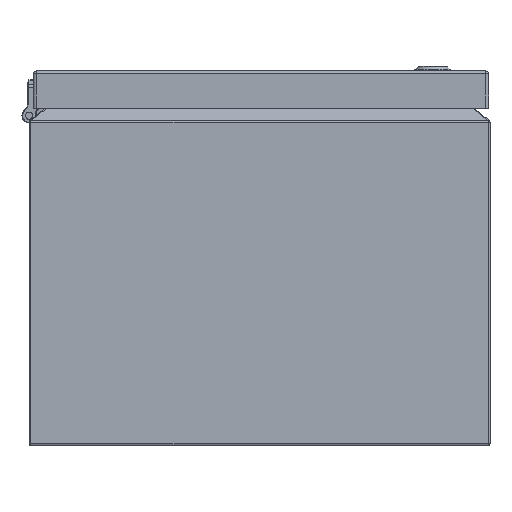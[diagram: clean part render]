
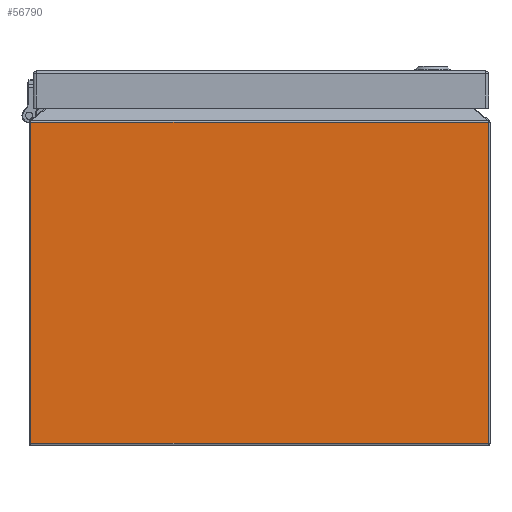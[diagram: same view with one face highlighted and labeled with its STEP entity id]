
A CAD part, front view. The second image highlights one B-rep face of the part: STEP entity #56790.
In plain terms, the highlighted planar face has unit normal (0, -1, 0).
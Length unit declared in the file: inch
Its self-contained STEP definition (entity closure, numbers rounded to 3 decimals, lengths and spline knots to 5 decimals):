
#3549 = LINE ( 'NONE', #23837, #33575 ) ;
#7077 = VECTOR ( 'NONE', #25089, 39.37008 ) ;
#8976 = CARTESIAN_POINT ( 'NONE',  ( 4.97, -6.06, 0.05 ) ) ;
#10521 = EDGE_CURVE ( 'NONE', #35974, #44851, #35098, .T. ) ;
#11513 = CARTESIAN_POINT ( 'NONE',  ( -5.03, -6.06, 7.08661 ) ) ;
#17991 = ORIENTED_EDGE ( 'NONE', *, *, #53079, .T. ) ;
#23408 = EDGE_CURVE ( 'NONE', #35974, #26616, #3549, .T. ) ;
#23837 = CARTESIAN_POINT ( 'NONE',  ( -5.03, -6.06, 7.06303 ) ) ;
#24014 = CARTESIAN_POINT ( 'NONE',  ( -5.03, -6.06, 0.05 ) ) ;
#25089 = DIRECTION ( 'NONE',  ( 0., 0., -1. ) ) ;
#26149 = DIRECTION ( 'NONE',  ( 0., 0., -1. ) ) ;
#26616 = VERTEX_POINT ( 'NONE', #31181 ) ;
#27642 = DIRECTION ( 'NONE',  ( 0., 1., 0. ) ) ;
#29402 = EDGE_LOOP ( 'NONE', ( #44282, #51556, #46463, #17991 ) ) ;
#31181 = CARTESIAN_POINT ( 'NONE',  ( -5.03, -6.06, 7.06303 ) ) ;
#31260 = CARTESIAN_POINT ( 'NONE',  ( 4.97, -6.06, 7.06303 ) ) ;
#33275 = CARTESIAN_POINT ( 'NONE',  ( -5.03, -6.06, 0.05 ) ) ;
#33575 = VECTOR ( 'NONE', #62745, 39.37008 ) ;
#35098 = LINE ( 'NONE', #50416, #7077 ) ;
#35974 = VERTEX_POINT ( 'NONE', #31260 ) ;
#40498 = VERTEX_POINT ( 'NONE', #24014 ) ;
#42637 = PLANE ( 'NONE',  #60181 ) ;
#43590 = DIRECTION ( 'NONE',  ( 1., 0., 0. ) ) ;
#44282 = ORIENTED_EDGE ( 'NONE', *, *, #10521, .F. ) ;
#44851 = VERTEX_POINT ( 'NONE', #8976 ) ;
#46463 = ORIENTED_EDGE ( 'NONE', *, *, #51926, .T. ) ;
#47674 = DIRECTION ( 'NONE',  ( -1., 0., 0. ) ) ;
#47824 = LINE ( 'NONE', #11513, #56504 ) ;
#50416 = CARTESIAN_POINT ( 'NONE',  ( 4.97, -6.06, 7.08661 ) ) ;
#51556 = ORIENTED_EDGE ( 'NONE', *, *, #23408, .T. ) ;
#51926 = EDGE_CURVE ( 'NONE', #26616, #40498, #47824, .T. ) ;
#53001 = CARTESIAN_POINT ( 'NONE',  ( -5.03, -6.06, 7.08661 ) ) ;
#53079 = EDGE_CURVE ( 'NONE', #40498, #44851, #57861, .T. ) ;
#55354 = FACE_OUTER_BOUND ( 'NONE', #29402, .T. ) ;
#56504 = VECTOR ( 'NONE', #26149, 39.37008 ) ;
#56790 = ADVANCED_FACE ( 'NONE', ( #55354 ), #42637, .F. ) ;
#57861 = LINE ( 'NONE', #33275, #62980 ) ;
#60181 = AXIS2_PLACEMENT_3D ( 'NONE', #53001, #27642, #47674 ) ;
#62745 = DIRECTION ( 'NONE',  ( -1., 0., 0. ) ) ;
#62980 = VECTOR ( 'NONE', #43590, 39.37008 ) ;
